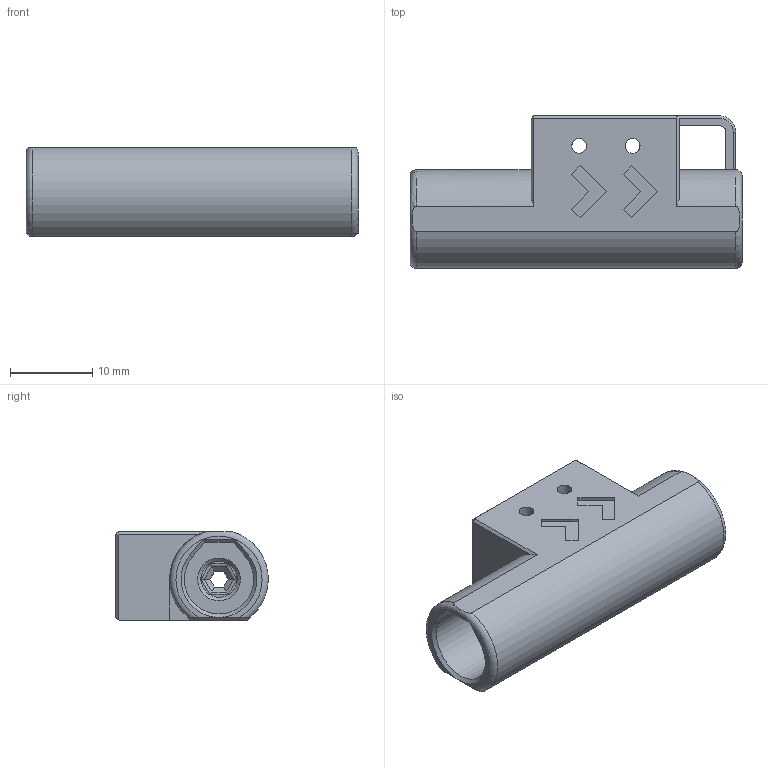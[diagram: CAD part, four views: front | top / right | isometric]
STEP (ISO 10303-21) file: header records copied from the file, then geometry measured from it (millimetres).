
FILE_DESCRIPTION(/* description */ ('STEP AP214'),/* implementation_level */ '2;1');
FILE_NAME(/* name */ 'Standalone lever switch pre-gate sensor - Backwwards v12.step',/* time_stamp */ '2024-10-24T19:25:42+01:00',/* author */ (''),/* organization */ (''),/* preprocessor_version */ 'ST-DEVELOPER v20',/* originating_system */ 'Autodesk Translation Framework v13.20.0.188',/* authorisation */ '');
FILE_SCHEMA (('AUTOMOTIVE_DESIGN { 1 0 10303 214 3 1 1 }'));
Length unit declared in the file: millimetre
Products named in the file (1): Filament_Path_Sensored
Bounding box: 40.41 x 18.57 x 10.8 mm (x, y, z)
Volume: 3944.1 mm3; surface area: 3235.6 mm2
Topology: 1 solids, 1 shells, 210 faces, 562 edges, 352 vertices
Faces by surface type: plane 146, cylinder 33, cone 16, bspline 12, torus 3
Full cylindrical faces by diameter (mm): 1.8 x2, 4 x2, 4.4 x2
Entity records: 7065 total; most frequent: CARTESIAN_POINT 1948, ORIENTED_EDGE 1124, DIRECTION 976, EDGE_CURVE 562, LINE 356, VECTOR 356, VERTEX_POINT 352, AXIS2_PLACEMENT_3D 310
